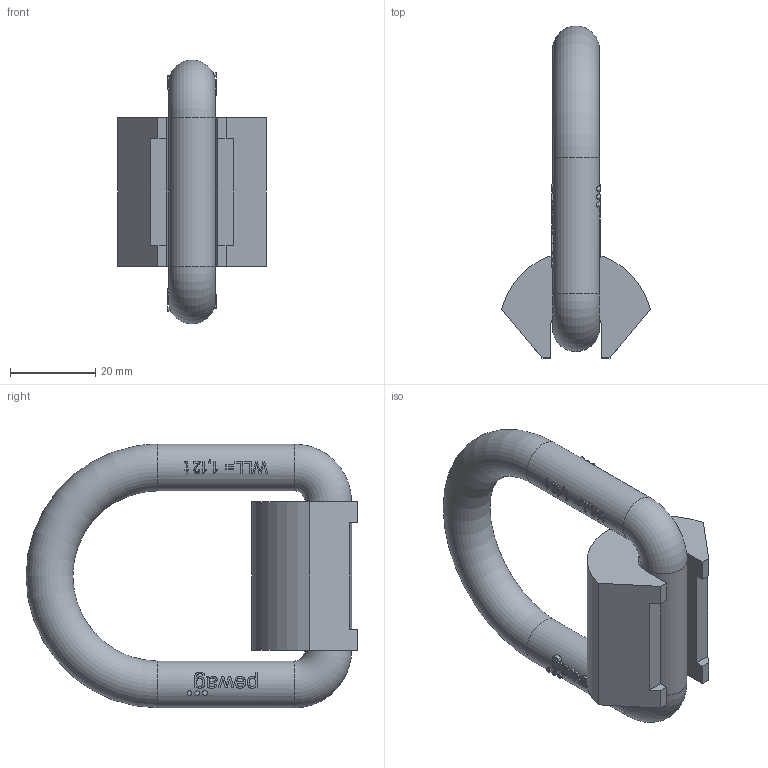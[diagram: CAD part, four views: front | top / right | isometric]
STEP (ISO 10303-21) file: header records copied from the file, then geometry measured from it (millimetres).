
FILE_DESCRIPTION(/* description */ (''),/* implementation_level */ '2;1');
FILE_NAME(/* name */ 'PLE_N_6.stp',/* time_stamp */ '2017-11-13T08:15:21+01:00',/* author */ (''),/* organization */ (''),/* preprocessor_version */ 'ST-DEVELOPER v16',/* originating_system */ 'SIEMENS PLM Software NX 11.0',/* authorisation */ '');
FILE_SCHEMA (('AUTOMOTIVE_DESIGN { 1 0 10303 214 3 1 1 1 }'));
Length unit declared in the file: millimetre
Products named in the file (1): pewag_PLE_Kundenmodell_6
Bounding box: 34.96 x 78 x 62 mm (x, y, z)
Volume: 36754.1 mm3; surface area: 12056.6 mm2
Topology: 2 solids, 2 shells, 418 faces, 1116 edges, 744 vertices
Faces by surface type: plane 226, extrusion 170, cylinder 19, torus 3
Full cylindrical faces by diameter (mm): 1.1 x6, 11 x3
Entity records: 16216 total; most frequent: CARTESIAN_POINT 6737, ORIENTED_EDGE 2196, DIRECTION 1360, EDGE_CURVE 1098, VERTEX_POINT 738, B_SPLINE_CURVE_WITH_KNOTS 690, VECTOR 634, EDGE_LOOP 474
